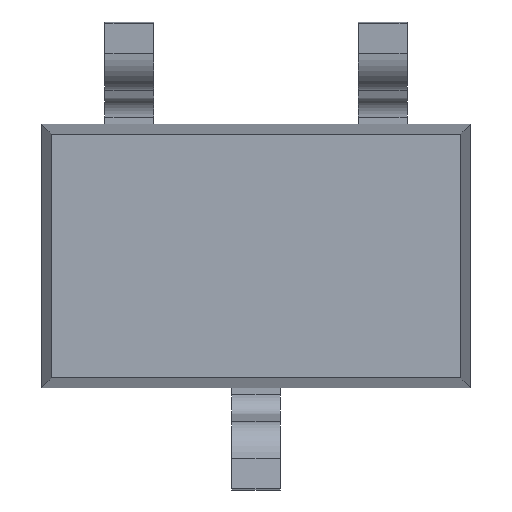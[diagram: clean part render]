
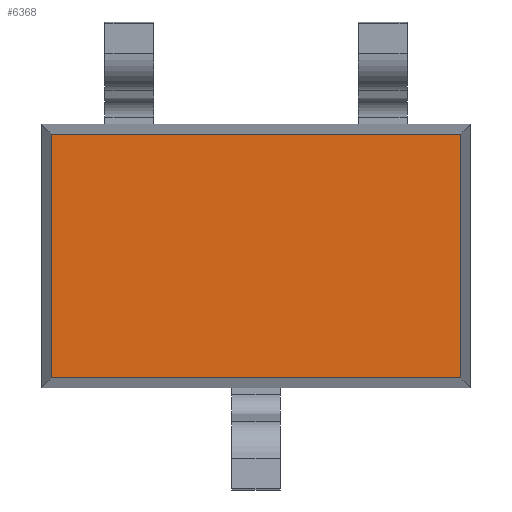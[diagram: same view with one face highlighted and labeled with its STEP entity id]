
A CAD part, front view. The second image highlights one B-rep face of the part: STEP entity #6368.
In plain terms, the highlighted planar face has unit normal (0, -1, 0).
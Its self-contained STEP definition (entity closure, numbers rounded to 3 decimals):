
#50=DIRECTION('',(0.,0.,1.));
#51=VECTOR('',#50,1.25);
#52=CARTESIAN_POINT('',(1.05,0.,-0.625));
#53=LINE('',#52,#51);
#58=DIRECTION('',(1.,0.,0.));
#59=VECTOR('',#58,2.1);
#60=CARTESIAN_POINT('',(-1.05,0.,-0.625));
#61=LINE('',#60,#59);
#65=DIRECTION('',(0.,0.,-1.));
#66=VECTOR('',#65,1.25);
#67=CARTESIAN_POINT('',(-1.05,0.,0.625));
#68=LINE('',#67,#66);
#72=DIRECTION('',(-1.,0.,0.));
#73=VECTOR('',#72,2.1);
#74=CARTESIAN_POINT('',(1.05,0.,0.625));
#75=LINE('',#74,#73);
#5369=CARTESIAN_POINT('',(1.05,0.,-0.625));
#5370=CARTESIAN_POINT('',(1.05,0.,0.625));
#5371=VERTEX_POINT('',#5369);
#5372=VERTEX_POINT('',#5370);
#5379=CARTESIAN_POINT('',(-1.05,0.,-0.625));
#5380=VERTEX_POINT('',#5379);
#5383=CARTESIAN_POINT('',(-1.05,0.,0.625));
#5384=VERTEX_POINT('',#5383);
#6353=CARTESIAN_POINT('',(0.,0.,0.));
#6354=DIRECTION('',(0.,1.,0.));
#6355=DIRECTION('',(1.,0.,0.));
#6356=AXIS2_PLACEMENT_3D('',#6353,#6354,#6355);
#6357=PLANE('',#6356);
#6359=ORIENTED_EDGE('',*,*,#6358,.F.);
#6361=ORIENTED_EDGE('',*,*,#6360,.F.);
#6363=ORIENTED_EDGE('',*,*,#6362,.F.);
#6365=ORIENTED_EDGE('',*,*,#6364,.F.);
#6366=EDGE_LOOP('',(#6359,#6361,#6363,#6365));
#6367=FACE_OUTER_BOUND('',#6366,.F.);
#6368=ADVANCED_FACE('',(#6367),#6357,.F.);
#6358=EDGE_CURVE('',#5371,#5372,#53,.T.);
#6360=EDGE_CURVE('',#5380,#5371,#61,.T.);
#6362=EDGE_CURVE('',#5384,#5380,#68,.T.);
#6364=EDGE_CURVE('',#5372,#5384,#75,.T.);
